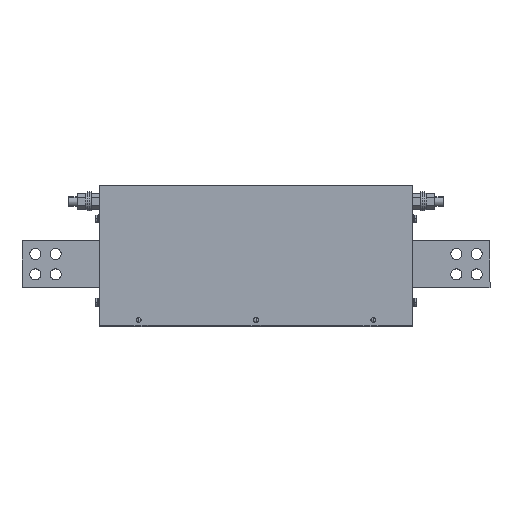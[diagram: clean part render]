
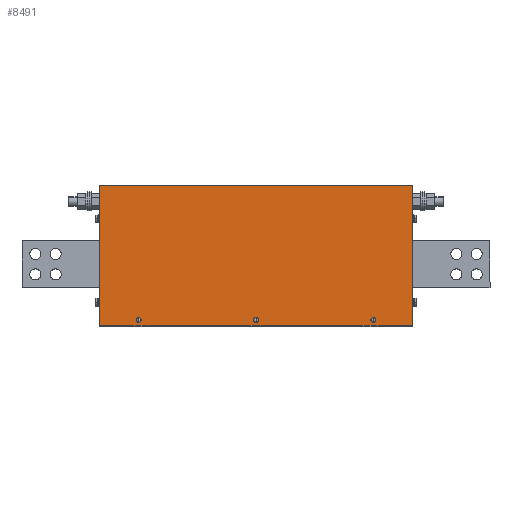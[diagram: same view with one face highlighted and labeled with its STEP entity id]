
A CAD part, top view. The second image highlights one B-rep face of the part: STEP entity #8491.
In plain terms, the highlighted planar face has unit normal (0, 0, 1).
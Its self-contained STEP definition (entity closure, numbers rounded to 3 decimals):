
#162 = CARTESIAN_POINT ( 'NONE',  ( 153.15, 7., 125. ) ) ;
#405 = ORIENTED_EDGE ( 'NONE', *, *, #3901, .F. ) ;
#602 = EDGE_LOOP ( 'NONE', ( #5420, #10165, #405, #7751 ) ) ;
#658 = CARTESIAN_POINT ( 'NONE',  ( 150., 7., 125. ) ) ;
#687 = EDGE_CURVE ( 'NONE', #6773, #5512, #1538, .T. ) ;
#872 = CARTESIAN_POINT ( 'NONE',  ( -150., 7., 125. ) ) ;
#873 = DIRECTION ( 'NONE',  ( 0., 0., -1. ) ) ;
#901 = CARTESIAN_POINT ( 'NONE',  ( 146.85, 7., 125. ) ) ;
#1414 = VERTEX_POINT ( 'NONE', #10077 ) ;
#1440 = DIRECTION ( 'NONE',  ( 0., 0., 1. ) ) ;
#1454 = LINE ( 'NONE', #9249, #8472 ) ;
#1529 = EDGE_CURVE ( 'NONE', #4135, #2230, #6387, .T. ) ;
#1538 = CIRCLE ( 'NONE', #4130, 3.15 ) ;
#1610 = VERTEX_POINT ( 'NONE', #5789 ) ;
#1757 = AXIS2_PLACEMENT_3D ( 'NONE', #872, #7183, #10120 ) ;
#1840 = CARTESIAN_POINT ( 'NONE',  ( -3.15, 7., 125. ) ) ;
#1841 = ORIENTED_EDGE ( 'NONE', *, *, #1529, .F. ) ;
#2002 = EDGE_CURVE ( 'NONE', #2230, #4135, #3252, .T. ) ;
#2081 = EDGE_CURVE ( 'NONE', #1414, #2154, #8838, .T. ) ;
#2154 = VERTEX_POINT ( 'NONE', #1840 ) ;
#2180 = EDGE_CURVE ( 'NONE', #2154, #1414, #5209, .T. ) ;
#2230 = VERTEX_POINT ( 'NONE', #2719 ) ;
#2582 = CARTESIAN_POINT ( 'NONE',  ( 200., 179., 125. ) ) ;
#2719 = CARTESIAN_POINT ( 'NONE',  ( -153.15, 7., 125. ) ) ;
#2895 = DIRECTION ( 'NONE',  ( -1., 0., 0. ) ) ;
#3033 = DIRECTION ( 'NONE',  ( 0., 1., 0. ) ) ;
#3184 = DIRECTION ( 'NONE',  ( 0., 0., 1. ) ) ;
#3197 = CARTESIAN_POINT ( 'NONE',  ( 200., 179., 125. ) ) ;
#3252 = CIRCLE ( 'NONE', #10174, 3.15 ) ;
#3394 = AXIS2_PLACEMENT_3D ( 'NONE', #6757, #3501, #9222 ) ;
#3434 = VECTOR ( 'NONE', #7883, 1000. ) ;
#3501 = DIRECTION ( 'NONE',  ( 0., 0., 1. ) ) ;
#3693 = ORIENTED_EDGE ( 'NONE', *, *, #7468, .F. ) ;
#3901 = EDGE_CURVE ( 'NONE', #9108, #6026, #6435, .T. ) ;
#4003 = CARTESIAN_POINT ( 'NONE',  ( 200., 179., 125. ) ) ;
#4130 = AXIS2_PLACEMENT_3D ( 'NONE', #658, #3184, #4537 ) ;
#4135 = VERTEX_POINT ( 'NONE', #5137 ) ;
#4327 = CARTESIAN_POINT ( 'NONE',  ( 150., 7., 125. ) ) ;
#4521 = EDGE_LOOP ( 'NONE', ( #1841, #7340 ) ) ;
#4537 = DIRECTION ( 'NONE',  ( 0., 1., 0. ) ) ;
#4622 = EDGE_LOOP ( 'NONE', ( #5842, #9089 ) ) ;
#4783 = EDGE_CURVE ( 'NONE', #9108, #6489, #7125, .T. ) ;
#4816 = DIRECTION ( 'NONE',  ( 0., -1., 0. ) ) ;
#4913 = PLANE ( 'NONE',  #5370 ) ;
#5137 = CARTESIAN_POINT ( 'NONE',  ( -146.85, 7., 125. ) ) ;
#5141 = CARTESIAN_POINT ( 'NONE',  ( 200., 179., 125. ) ) ;
#5147 = DIRECTION ( 'NONE',  ( 0., 0., 1. ) ) ;
#5209 = CIRCLE ( 'NONE', #3394, 3.15 ) ;
#5367 = CARTESIAN_POINT ( 'NONE',  ( -150., 7., 125. ) ) ;
#5370 = AXIS2_PLACEMENT_3D ( 'NONE', #2582, #873, #9556 ) ;
#5420 = ORIENTED_EDGE ( 'NONE', *, *, #9291, .T. ) ;
#5512 = VERTEX_POINT ( 'NONE', #162 ) ;
#5585 = FACE_OUTER_BOUND ( 'NONE', #602, .T. ) ;
#5755 = LINE ( 'NONE', #8849, #8531 ) ;
#5789 = CARTESIAN_POINT ( 'NONE',  ( -200., 0., 125. ) ) ;
#5822 = CARTESIAN_POINT ( 'NONE',  ( 0., 7., 125. ) ) ;
#5842 = ORIENTED_EDGE ( 'NONE', *, *, #2081, .F. ) ;
#5924 = VECTOR ( 'NONE', #6349, 1000. ) ;
#6015 = CIRCLE ( 'NONE', #6842, 3.15 ) ;
#6026 = VERTEX_POINT ( 'NONE', #7283 ) ;
#6349 = DIRECTION ( 'NONE',  ( -1., 0., 0. ) ) ;
#6387 = CIRCLE ( 'NONE', #1757, 3.15 ) ;
#6435 = LINE ( 'NONE', #4003, #3434 ) ;
#6489 = VERTEX_POINT ( 'NONE', #7992 ) ;
#6757 = CARTESIAN_POINT ( 'NONE',  ( 0., 7., 125. ) ) ;
#6773 = VERTEX_POINT ( 'NONE', #901 ) ;
#6842 = AXIS2_PLACEMENT_3D ( 'NONE', #4327, #5147, #8295 ) ;
#6890 = EDGE_CURVE ( 'NONE', #6026, #1610, #1454, .T. ) ;
#7125 = LINE ( 'NONE', #3197, #5924 ) ;
#7169 = DIRECTION ( 'NONE',  ( 0., 0., 1. ) ) ;
#7183 = DIRECTION ( 'NONE',  ( 0., 0., 1. ) ) ;
#7283 = CARTESIAN_POINT ( 'NONE',  ( 200., 0., 125. ) ) ;
#7340 = ORIENTED_EDGE ( 'NONE', *, *, #2002, .F. ) ;
#7468 = EDGE_CURVE ( 'NONE', #5512, #6773, #6015, .T. ) ;
#7751 = ORIENTED_EDGE ( 'NONE', *, *, #4783, .T. ) ;
#7883 = DIRECTION ( 'NONE',  ( 0., -1., 0. ) ) ;
#7992 = CARTESIAN_POINT ( 'NONE',  ( -200., 179., 125. ) ) ;
#8176 = ORIENTED_EDGE ( 'NONE', *, *, #687, .F. ) ;
#8295 = DIRECTION ( 'NONE',  ( 0., 1., 0. ) ) ;
#8472 = VECTOR ( 'NONE', #2895, 1000. ) ;
#8491 = ADVANCED_FACE ( 'NONE', ( #9654, #8833, #8736, #5585 ), #4913, .F. ) ;
#8531 = VECTOR ( 'NONE', #4816, 1000. ) ;
#8736 = FACE_BOUND ( 'NONE', #4521, .T. ) ;
#8833 = FACE_BOUND ( 'NONE', #8905, .T. ) ;
#8838 = CIRCLE ( 'NONE', #9659, 3.15 ) ;
#8849 = CARTESIAN_POINT ( 'NONE',  ( -200., 179., 125. ) ) ;
#8874 = DIRECTION ( 'NONE',  ( 0., 1., 0. ) ) ;
#8905 = EDGE_LOOP ( 'NONE', ( #3693, #8176 ) ) ;
#9089 = ORIENTED_EDGE ( 'NONE', *, *, #2180, .F. ) ;
#9108 = VERTEX_POINT ( 'NONE', #5141 ) ;
#9222 = DIRECTION ( 'NONE',  ( 0., 1., 0. ) ) ;
#9249 = CARTESIAN_POINT ( 'NONE',  ( 200., 0., 125. ) ) ;
#9291 = EDGE_CURVE ( 'NONE', #6489, #1610, #5755, .T. ) ;
#9556 = DIRECTION ( 'NONE',  ( 0., 1., 0. ) ) ;
#9654 = FACE_BOUND ( 'NONE', #4622, .T. ) ;
#9659 = AXIS2_PLACEMENT_3D ( 'NONE', #5822, #7169, #8874 ) ;
#10077 = CARTESIAN_POINT ( 'NONE',  ( 3.15, 7., 125. ) ) ;
#10120 = DIRECTION ( 'NONE',  ( 0., 1., 0. ) ) ;
#10165 = ORIENTED_EDGE ( 'NONE', *, *, #6890, .F. ) ;
#10174 = AXIS2_PLACEMENT_3D ( 'NONE', #5367, #1440, #3033 ) ;
